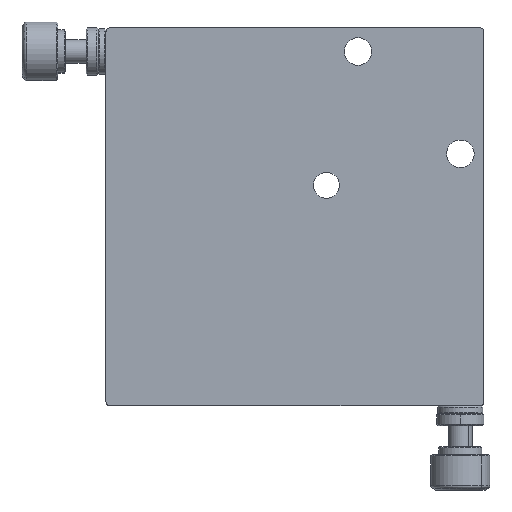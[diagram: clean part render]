
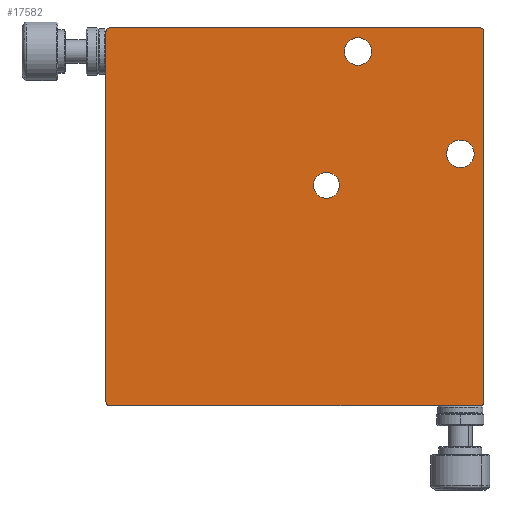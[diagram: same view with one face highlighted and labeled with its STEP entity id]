
A CAD part, front view. The second image highlights one B-rep face of the part: STEP entity #17582.
In plain terms, the highlighted planar face has unit normal (0, -1, 0).
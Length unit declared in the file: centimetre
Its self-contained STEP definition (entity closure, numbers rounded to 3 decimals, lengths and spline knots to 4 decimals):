
#239 = CARTESIAN_POINT ( 'NONE',  ( 0.5, 0., -9. ) ) ;
#1530 = ORIENTED_EDGE ( 'NONE', *, *, #9715, .T. ) ;
#1575 = ORIENTED_EDGE ( 'NONE', *, *, #11483, .T. ) ;
#1598 = ORIENTED_EDGE ( 'NONE', *, *, #14260, .T. ) ;
#1760 = DIRECTION ( 'NONE',  ( 0., 0., 1. ) ) ;
#1767 = DIRECTION ( 'NONE',  ( 0., 1., 0. ) ) ;
#1777 = ORIENTED_EDGE ( 'NONE', *, *, #15438, .T. ) ;
#1793 = CARTESIAN_POINT ( 'NONE',  ( 0., 0., -2.6 ) ) ;
#1852 = ORIENTED_EDGE ( 'NONE', *, *, #23257, .T. ) ;
#1935 = ORIENTED_EDGE ( 'NONE', *, *, #5134, .T. ) ;
#1958 = ORIENTED_EDGE ( 'NONE', *, *, #7983, .F. ) ;
#1979 = ORIENTED_EDGE ( 'NONE', *, *, #6535, .T. ) ;
#2109 = ORIENTED_EDGE ( 'NONE', *, *, #12047, .F. ) ;
#2223 = ORIENTED_EDGE ( 'NONE', *, *, #17262, .T. ) ;
#2275 = ORIENTED_EDGE ( 'NONE', *, *, #5040, .F. ) ;
#2282 = CARTESIAN_POINT ( 'NONE',  ( 0.5, 0., 0.6 ) ) ;
#2331 = ORIENTED_EDGE ( 'NONE', *, *, #22283, .T. ) ;
#2453 = ORIENTED_EDGE ( 'NONE', *, *, #23450, .F. ) ;
#2636 = ORIENTED_EDGE ( 'NONE', *, *, #16781, .T. ) ;
#3444 = VERTEX_POINT ( 'NONE', #10783 ) ;
#3484 = VERTEX_POINT ( 'NONE', #10692 ) ;
#3663 = VERTEX_POINT ( 'NONE', #7874 ) ;
#3679 = AXIS2_PLACEMENT_3D ( 'NONE', #26926, #26892, #26857 ) ;
#3690 = VERTEX_POINT ( 'NONE', #7479 ) ;
#3739 = CARTESIAN_POINT ( 'NONE',  ( -2.6, 0., -0.35 ) ) ;
#4557 = VERTEX_POINT ( 'NONE', #2282 ) ;
#5040 = EDGE_CURVE ( 'NONE', #22514, #3484, #24705, .T. ) ;
#5134 = EDGE_CURVE ( 'NONE', #3690, #3663, #21865, .T. ) ;
#5138 = AXIS2_PLACEMENT_3D ( 'NONE', #17877, #17839, #17801 ) ;
#5458 = CARTESIAN_POINT ( 'NONE',  ( -9., 0., -8.9 ) ) ;
#5510 = CARTESIAN_POINT ( 'NONE',  ( 0.6, 0., -9. ) ) ;
#5873 = DIRECTION ( 'NONE',  ( 0., 0., -1. ) ) ;
#6294 = CARTESIAN_POINT ( 'NONE',  ( -9., 0., 0.6 ) ) ;
#6321 = DIRECTION ( 'NONE',  ( 1., 0., 0. ) ) ;
#6535 = EDGE_CURVE ( 'NONE', #9034, #4557, #24451, .T. ) ;
#6556 = AXIS2_PLACEMENT_3D ( 'NONE', #9117, #9089, #9085 ) ;
#6907 = LINE ( 'NONE', #5510, #7892 ) ;
#7278 = AXIS2_PLACEMENT_3D ( 'NONE', #14862, #14831, #14795 ) ;
#7479 = CARTESIAN_POINT ( 'NONE',  ( -3.4, 0., -3.73 ) ) ;
#7659 = LINE ( 'NONE', #6294, #7683 ) ;
#7683 = VECTOR ( 'NONE', #6321, 100. ) ;
#7874 = CARTESIAN_POINT ( 'NONE',  ( -3.4, 0., -3.07 ) ) ;
#7892 = VECTOR ( 'NONE', #5873, 100. ) ;
#7983 = EDGE_CURVE ( 'NONE', #9034, #23925, #6907, .T. ) ;
#9034 = VERTEX_POINT ( 'NONE', #20135 ) ;
#9085 = DIRECTION ( 'NONE',  ( 0., 0., 1. ) ) ;
#9089 = DIRECTION ( 'NONE',  ( 0., -1., 0. ) ) ;
#9117 = CARTESIAN_POINT ( 'NONE',  ( -8.9, 0., -8.9 ) ) ;
#9157 = VERTEX_POINT ( 'NONE', #17383 ) ;
#9390 = DIRECTION ( 'NONE',  ( 0., 0., 1. ) ) ;
#9410 = DIRECTION ( 'NONE',  ( 0., 1., 0. ) ) ;
#9414 = CARTESIAN_POINT ( 'NONE',  ( -2.6, 0., 0. ) ) ;
#9715 = EDGE_CURVE ( 'NONE', #16958, #10000, #20224, .T. ) ;
#10000 = VERTEX_POINT ( 'NONE', #3739 ) ;
#10168 = CIRCLE ( 'NONE', #7278, 0.35 ) ;
#10204 = FACE_OUTER_BOUND ( 'NONE', #22289, .T. ) ;
#10224 = FACE_BOUND ( 'NONE', #22224, .T. ) ;
#10226 = FACE_BOUND ( 'NONE', #18195, .T. ) ;
#10274 = FACE_BOUND ( 'NONE', #22672, .T. ) ;
#10692 = CARTESIAN_POINT ( 'NONE',  ( -9., 0., 0.5 ) ) ;
#10783 = CARTESIAN_POINT ( 'NONE',  ( -8.9, 0., 0.6 ) ) ;
#11019 = CIRCLE ( 'NONE', #13939, 0.1 ) ;
#11483 = EDGE_CURVE ( 'NONE', #10000, #16958, #10168, .T. ) ;
#11966 = CARTESIAN_POINT ( 'NONE',  ( -2.6, 0., 0.35 ) ) ;
#12047 = EDGE_CURVE ( 'NONE', #3444, #4557, #7659, .T. ) ;
#12737 = CIRCLE ( 'NONE', #13548, 0.1 ) ;
#13338 = CARTESIAN_POINT ( 'NONE',  ( 0.6, 0., -8.9 ) ) ;
#13548 = AXIS2_PLACEMENT_3D ( 'NONE', #21098, #21046, #21011 ) ;
#13939 = AXIS2_PLACEMENT_3D ( 'NONE', #18552, #18365, #16548 ) ;
#14230 = VERTEX_POINT ( 'NONE', #239 ) ;
#14260 = EDGE_CURVE ( 'NONE', #22902, #9157, #22232, .T. ) ;
#14554 = DIRECTION ( 'NONE',  ( 0., 0., 1. ) ) ;
#14650 = DIRECTION ( 'NONE',  ( 0., -1., 0. ) ) ;
#14795 = DIRECTION ( 'NONE',  ( 0., 0., 1. ) ) ;
#14831 = DIRECTION ( 'NONE',  ( 0., 1., 0. ) ) ;
#14862 = CARTESIAN_POINT ( 'NONE',  ( -2.6, 0., 0. ) ) ;
#15288 = CARTESIAN_POINT ( 'NONE',  ( 0.5, 0., 0.5 ) ) ;
#15438 = EDGE_CURVE ( 'NONE', #9157, #22902, #17445, .T. ) ;
#16548 = DIRECTION ( 'NONE',  ( 0., 0., 1. ) ) ;
#16781 = EDGE_CURVE ( 'NONE', #14230, #23925, #12737, .T. ) ;
#16958 = VERTEX_POINT ( 'NONE', #11966 ) ;
#17262 = EDGE_CURVE ( 'NONE', #3444, #3484, #11019, .T. ) ;
#17383 = CARTESIAN_POINT ( 'NONE',  ( 0., 0., -2.95 ) ) ;
#17445 = CIRCLE ( 'NONE', #22225, 0.35 ) ;
#17582 = ADVANCED_FACE ( 'NONE', ( #10226, #10224, #10274, #10204 ), #24226, .F. ) ;
#17801 = DIRECTION ( 'NONE',  ( 0., 0., 1. ) ) ;
#17839 = DIRECTION ( 'NONE',  ( 0., 1., 0. ) ) ;
#17877 = CARTESIAN_POINT ( 'NONE',  ( -3.4, 0., -3.4 ) ) ;
#18195 = EDGE_LOOP ( 'NONE', ( #1530, #1575 ) ) ;
#18365 = DIRECTION ( 'NONE',  ( 0., -1., 0. ) ) ;
#18552 = CARTESIAN_POINT ( 'NONE',  ( -8.9, 0., 0.5 ) ) ;
#19136 = VECTOR ( 'NONE', #23298, 100. ) ;
#19166 = LINE ( 'NONE', #23322, #19136 ) ;
#19216 = DIRECTION ( 'NONE',  ( 0., 0., 1. ) ) ;
#19271 = AXIS2_PLACEMENT_3D ( 'NONE', #22567, #22477, #22308 ) ;
#19301 = CARTESIAN_POINT ( 'NONE',  ( -9., 0., -9. ) ) ;
#19863 = CIRCLE ( 'NONE', #19899, 0.33 ) ;
#19899 = AXIS2_PLACEMENT_3D ( 'NONE', #26389, #26357, #26354 ) ;
#20135 = CARTESIAN_POINT ( 'NONE',  ( 0.6, 0., 0.5 ) ) ;
#20224 = CIRCLE ( 'NONE', #22641, 0.35 ) ;
#21011 = DIRECTION ( 'NONE',  ( 0., 0., 1. ) ) ;
#21046 = DIRECTION ( 'NONE',  ( 0., -1., 0. ) ) ;
#21098 = CARTESIAN_POINT ( 'NONE',  ( 0.5, 0., -8.9 ) ) ;
#21865 = CIRCLE ( 'NONE', #5138, 0.33 ) ;
#22224 = EDGE_LOOP ( 'NONE', ( #1598, #1777 ) ) ;
#22225 = AXIS2_PLACEMENT_3D ( 'NONE', #1793, #1767, #1760 ) ;
#22232 = CIRCLE ( 'NONE', #3679, 0.35 ) ;
#22283 = EDGE_CURVE ( 'NONE', #22514, #26516, #23516, .T. ) ;
#22289 = EDGE_LOOP ( 'NONE', ( #1958, #1979, #2109, #2223, #2275, #2331, #2453, #2636 ) ) ;
#22308 = DIRECTION ( 'NONE',  ( 0., 0., 1. ) ) ;
#22477 = DIRECTION ( 'NONE',  ( 0., 1., 0. ) ) ;
#22514 = VERTEX_POINT ( 'NONE', #5458 ) ;
#22567 = CARTESIAN_POINT ( 'NONE',  ( -9., 0., 0.6 ) ) ;
#22641 = AXIS2_PLACEMENT_3D ( 'NONE', #9414, #9410, #9390 ) ;
#22672 = EDGE_LOOP ( 'NONE', ( #1852, #1935 ) ) ;
#22902 = VERTEX_POINT ( 'NONE', #23940 ) ;
#23257 = EDGE_CURVE ( 'NONE', #3663, #3690, #19863, .T. ) ;
#23298 = DIRECTION ( 'NONE',  ( -1., 0., 0. ) ) ;
#23322 = CARTESIAN_POINT ( 'NONE',  ( -9., 0., -9. ) ) ;
#23450 = EDGE_CURVE ( 'NONE', #14230, #26516, #19166, .T. ) ;
#23516 = CIRCLE ( 'NONE', #6556, 0.1 ) ;
#23925 = VERTEX_POINT ( 'NONE', #13338 ) ;
#23940 = CARTESIAN_POINT ( 'NONE',  ( 0., 0., -2.25 ) ) ;
#24226 = PLANE ( 'NONE',  #19271 ) ;
#24451 = CIRCLE ( 'NONE', #24962, 0.1 ) ;
#24705 = LINE ( 'NONE', #19301, #25610 ) ;
#24962 = AXIS2_PLACEMENT_3D ( 'NONE', #15288, #14650, #14554 ) ;
#25610 = VECTOR ( 'NONE', #19216, 100. ) ;
#26065 = CARTESIAN_POINT ( 'NONE',  ( -8.9, 0., -9. ) ) ;
#26354 = DIRECTION ( 'NONE',  ( 0., 0., 1. ) ) ;
#26357 = DIRECTION ( 'NONE',  ( 0., 1., 0. ) ) ;
#26389 = CARTESIAN_POINT ( 'NONE',  ( -3.4, 0., -3.4 ) ) ;
#26516 = VERTEX_POINT ( 'NONE', #26065 ) ;
#26857 = DIRECTION ( 'NONE',  ( 0., 0., 1. ) ) ;
#26892 = DIRECTION ( 'NONE',  ( 0., 1., 0. ) ) ;
#26926 = CARTESIAN_POINT ( 'NONE',  ( 0., 0., -2.6 ) ) ;
